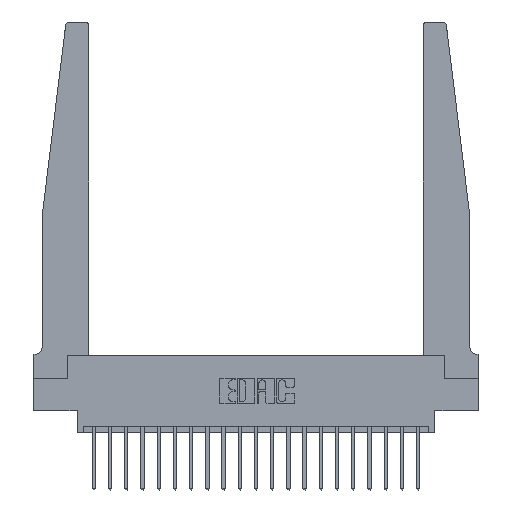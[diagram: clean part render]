
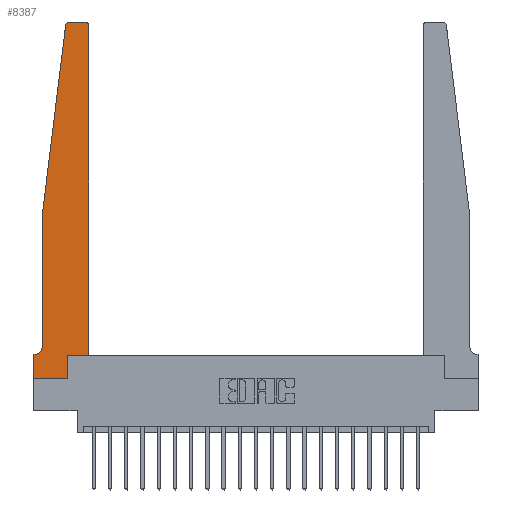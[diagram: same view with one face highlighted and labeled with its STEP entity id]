
A CAD part, top view. The second image highlights one B-rep face of the part: STEP entity #8387.
In plain terms, the highlighted planar face has unit normal (0, 0, 1).
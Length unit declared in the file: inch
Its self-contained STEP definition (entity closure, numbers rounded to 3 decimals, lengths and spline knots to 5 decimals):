
#65 = DIRECTION ( 'NONE',  ( 0., -1., 0. ) ) ;
#278 = CIRCLE ( 'NONE', #3109, 0.03 ) ;
#592 = PLANE ( 'NONE',  #21594 ) ;
#660 = DIRECTION ( 'NONE',  ( 0., 1., 0. ) ) ;
#682 = EDGE_CURVE ( 'NONE', #13088, #6784, #19002, .T. ) ;
#734 = DIRECTION ( 'NONE',  ( -0.122, -0.992, 0. ) ) ;
#1322 = VERTEX_POINT ( 'NONE', #10083 ) ;
#1470 = CARTESIAN_POINT ( 'NONE',  ( 0.395, 2.72, 0.37 ) ) ;
#1529 = ORIENTED_EDGE ( 'NONE', *, *, #15625, .T. ) ;
#1542 = EDGE_CURVE ( 'NONE', #12617, #15148, #2687, .T. ) ;
#2448 = VECTOR ( 'NONE', #20152, 39.37008 ) ;
#2667 = CARTESIAN_POINT ( 'NONE',  ( 0.24675, 2.72367, 0.37 ) ) ;
#2687 = LINE ( 'NONE', #6096, #3474 ) ;
#3031 = CARTESIAN_POINT ( 'NONE',  ( 0., 0.1875, 0.37 ) ) ;
#3109 = AXIS2_PLACEMENT_3D ( 'NONE', #1470, #16715, #11321 ) ;
#3474 = VECTOR ( 'NONE', #5876, 39.37008 ) ;
#3712 = LINE ( 'NONE', #6910, #12136 ) ;
#3839 = CARTESIAN_POINT ( 'NONE',  ( 0.25, 2.75, 0.37 ) ) ;
#4145 = CARTESIAN_POINT ( 'NONE',  ( 0.27653, 2.72, 0.37 ) ) ;
#4456 = ORIENTED_EDGE ( 'NONE', *, *, #15340, .T. ) ;
#4710 = CARTESIAN_POINT ( 'NONE',  ( 0.015, 0.1875, 0.37 ) ) ;
#4756 = CARTESIAN_POINT ( 'NONE',  ( 0.395, 2.75, 0.37 ) ) ;
#4774 = EDGE_CURVE ( 'NONE', #14598, #1322, #3712, .T. ) ;
#5416 = LINE ( 'NONE', #13951, #7705 ) ;
#5437 = LINE ( 'NONE', #5657, #6704 ) ;
#5560 = DIRECTION ( 'NONE',  ( 0., 0., 1. ) ) ;
#5567 = VERTEX_POINT ( 'NONE', #2667 ) ;
#5657 = CARTESIAN_POINT ( 'NONE',  ( 0.425, 0.18, 0.37 ) ) ;
#5701 = LINE ( 'NONE', #7037, #11350 ) ;
#5876 = DIRECTION ( 'NONE',  ( 0., 1., 0. ) ) ;
#6096 = CARTESIAN_POINT ( 'NONE',  ( 0.425, 0.18, 0.37 ) ) ;
#6131 = ORIENTED_EDGE ( 'NONE', *, *, #6428, .T. ) ;
#6265 = ORIENTED_EDGE ( 'NONE', *, *, #14961, .T. ) ;
#6428 = EDGE_CURVE ( 'NONE', #15148, #13088, #278, .T. ) ;
#6628 = LINE ( 'NONE', #17029, #2448 ) ;
#6704 = VECTOR ( 'NONE', #11981, 39.37008 ) ;
#6784 = VERTEX_POINT ( 'NONE', #7740 ) ;
#6910 = CARTESIAN_POINT ( 'NONE',  ( 0.065, 1.25, 0.37 ) ) ;
#7037 = CARTESIAN_POINT ( 'NONE',  ( 0.065, 1.25, 0.37 ) ) ;
#7705 = VECTOR ( 'NONE', #660, 39.37008 ) ;
#7740 = CARTESIAN_POINT ( 'NONE',  ( 0.27653, 2.75, 0.37 ) ) ;
#8078 = CIRCLE ( 'NONE', #17274, 0.03 ) ;
#8175 = ORIENTED_EDGE ( 'NONE', *, *, #8909, .T. ) ;
#8387 = ADVANCED_FACE ( 'NONE', ( #15535 ), #592, .T. ) ;
#8909 = EDGE_CURVE ( 'NONE', #15872, #21084, #14581, .T. ) ;
#8994 = DIRECTION ( 'NONE',  ( 1., 0., 0. ) ) ;
#9245 = EDGE_CURVE ( 'NONE', #5567, #14598, #5701, .T. ) ;
#9343 = VECTOR ( 'NONE', #13030, 39.37008 ) ;
#9885 = CARTESIAN_POINT ( 'NONE',  ( 0.2605, 0., 0.37 ) ) ;
#10083 = CARTESIAN_POINT ( 'NONE',  ( 0.065, 0.2375, 0.37 ) ) ;
#10227 = CARTESIAN_POINT ( 'NONE',  ( 0.425, 2.72, 0.37 ) ) ;
#10323 = CARTESIAN_POINT ( 'NONE',  ( 0., 0.1875, 0.37 ) ) ;
#10491 = ORIENTED_EDGE ( 'NONE', *, *, #9245, .T. ) ;
#10940 = EDGE_LOOP ( 'NONE', ( #15969, #4456, #10491, #21665, #19274, #6265, #1529, #8175, #19805, #11175, #19041, #6131 ) ) ;
#10977 = DIRECTION ( 'NONE',  ( -1., 0., 0. ) ) ;
#11175 = ORIENTED_EDGE ( 'NONE', *, *, #18300, .T. ) ;
#11321 = DIRECTION ( 'NONE',  ( 1., 0., 0. ) ) ;
#11350 = VECTOR ( 'NONE', #734, 39.37008 ) ;
#11378 = CARTESIAN_POINT ( 'NONE',  ( 0., 0., 0.37 ) ) ;
#11477 = DIRECTION ( 'NONE',  ( -1., 0., 0. ) ) ;
#11981 = DIRECTION ( 'NONE',  ( 1., 0., 0. ) ) ;
#12136 = VECTOR ( 'NONE', #65, 39.37008 ) ;
#12187 = VECTOR ( 'NONE', #15454, 39.37008 ) ;
#12617 = VERTEX_POINT ( 'NONE', #13420 ) ;
#12669 = DIRECTION ( 'NONE',  ( 1., 0., 0. ) ) ;
#13027 = EDGE_CURVE ( 'NONE', #1322, #16388, #18623, .T. ) ;
#13030 = DIRECTION ( 'NONE',  ( 1., 0., 0. ) ) ;
#13088 = VERTEX_POINT ( 'NONE', #4756 ) ;
#13420 = CARTESIAN_POINT ( 'NONE',  ( 0.425, 0.18, 0.37 ) ) ;
#13951 = CARTESIAN_POINT ( 'NONE',  ( 0.2605, 0.18, 0.37 ) ) ;
#14295 = EDGE_CURVE ( 'NONE', #21084, #19419, #5416, .T. ) ;
#14581 = LINE ( 'NONE', #11378, #9343 ) ;
#14598 = VERTEX_POINT ( 'NONE', #16568 ) ;
#14725 = DIRECTION ( 'NONE',  ( 0., 0., -1. ) ) ;
#14961 = EDGE_CURVE ( 'NONE', #16388, #18174, #16875, .T. ) ;
#15082 = AXIS2_PLACEMENT_3D ( 'NONE', #16479, #14725, #10977 ) ;
#15148 = VERTEX_POINT ( 'NONE', #10227 ) ;
#15191 = CARTESIAN_POINT ( 'NONE',  ( 0.2605, 0.18, 0.37 ) ) ;
#15340 = EDGE_CURVE ( 'NONE', #6784, #5567, #8078, .T. ) ;
#15454 = DIRECTION ( 'NONE',  ( -1., 0., 0. ) ) ;
#15535 = FACE_OUTER_BOUND ( 'NONE', #10940, .T. ) ;
#15625 = EDGE_CURVE ( 'NONE', #18174, #15872, #6628, .T. ) ;
#15872 = VERTEX_POINT ( 'NONE', #21141 ) ;
#15969 = ORIENTED_EDGE ( 'NONE', *, *, #682, .T. ) ;
#16388 = VERTEX_POINT ( 'NONE', #4710 ) ;
#16479 = CARTESIAN_POINT ( 'NONE',  ( 0.015, 0.2375, 0.37 ) ) ;
#16568 = CARTESIAN_POINT ( 'NONE',  ( 0.065, 1.25, 0.37 ) ) ;
#16715 = DIRECTION ( 'NONE',  ( 0., 0., 1. ) ) ;
#16875 = LINE ( 'NONE', #21782, #20674 ) ;
#17029 = CARTESIAN_POINT ( 'NONE',  ( 0., 0., 0.37 ) ) ;
#17274 = AXIS2_PLACEMENT_3D ( 'NONE', #4145, #21331, #12669 ) ;
#18174 = VERTEX_POINT ( 'NONE', #3031 ) ;
#18300 = EDGE_CURVE ( 'NONE', #19419, #12617, #5437, .T. ) ;
#18623 = CIRCLE ( 'NONE', #15082, 0.05 ) ;
#19002 = LINE ( 'NONE', #3839, #12187 ) ;
#19041 = ORIENTED_EDGE ( 'NONE', *, *, #1542, .T. ) ;
#19274 = ORIENTED_EDGE ( 'NONE', *, *, #13027, .T. ) ;
#19419 = VERTEX_POINT ( 'NONE', #15191 ) ;
#19805 = ORIENTED_EDGE ( 'NONE', *, *, #14295, .T. ) ;
#20152 = DIRECTION ( 'NONE',  ( 0., -1., 0. ) ) ;
#20674 = VECTOR ( 'NONE', #11477, 39.37008 ) ;
#21084 = VERTEX_POINT ( 'NONE', #9885 ) ;
#21141 = CARTESIAN_POINT ( 'NONE',  ( 0., 0., 0.37 ) ) ;
#21331 = DIRECTION ( 'NONE',  ( 0., 0., 1. ) ) ;
#21594 = AXIS2_PLACEMENT_3D ( 'NONE', #10323, #5560, #8994 ) ;
#21665 = ORIENTED_EDGE ( 'NONE', *, *, #4774, .T. ) ;
#21782 = CARTESIAN_POINT ( 'NONE',  ( 0.065, 0.1875, 0.37 ) ) ;
